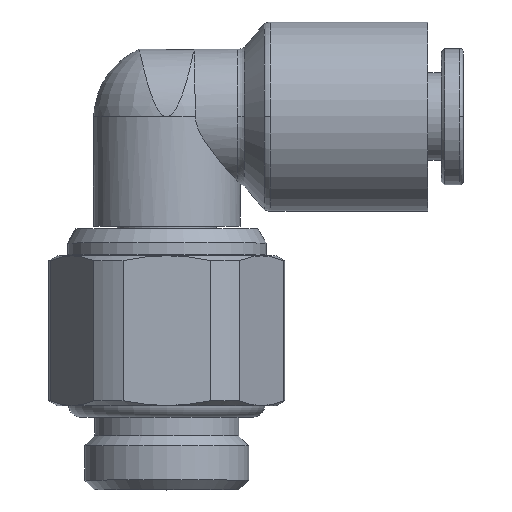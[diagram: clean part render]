
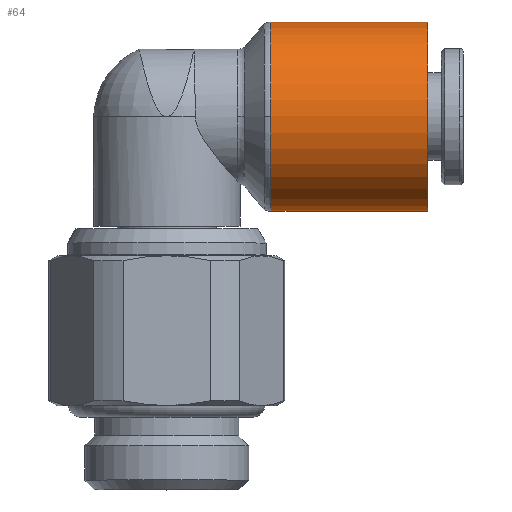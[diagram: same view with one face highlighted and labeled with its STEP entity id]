
A CAD part, top view. The second image highlights one B-rep face of the part: STEP entity #64.
In plain terms, the highlighted cylindrical face has radius 5.625 mm (diameter 11.25 mm), a partial arc.
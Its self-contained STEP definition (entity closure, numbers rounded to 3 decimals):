
#64=ADVANCED_FACE('',(#172),#173,.T.);
#172=FACE_OUTER_BOUND('',#358,.T.);
#173=CYLINDRICAL_SURFACE('',#359,5.625);
#358=EDGE_LOOP('',(#637,#638,#639,#640,#641));
#359=AXIS2_PLACEMENT_3D('',#642,#643,#644);
#637=ORIENTED_EDGE('',*,*,#1270,.F.);
#638=ORIENTED_EDGE('',*,*,#1271,.T.);
#639=ORIENTED_EDGE('',*,*,#1272,.T.);
#640=ORIENTED_EDGE('',*,*,#1273,.F.);
#641=ORIENTED_EDGE('',*,*,#1274,.F.);
#642=CARTESIAN_POINT('',(10.853,22.176,0.0));
#643=DIRECTION('',(1.0,0.0,0.0));
#644=DIRECTION('',(0.0,1.0,0.0));
#1270=EDGE_CURVE('',#1539,#1540,#1541,.T.);
#1271=EDGE_CURVE('',#1539,#1542,#1543,.T.);
#1272=EDGE_CURVE('',#1542,#1544,#1545,.T.);
#1273=EDGE_CURVE('',#1546,#1544,#1547,.T.);
#1274=EDGE_CURVE('',#1540,#1546,#1548,.T.);
#1539=VERTEX_POINT('',#2150);
#1540=VERTEX_POINT('',#2151);
#1541=LINE('',#2152,#2153);
#1542=VERTEX_POINT('',#2154);
#1543=CIRCLE('',#2155,5.625);
#1544=VERTEX_POINT('',#2156);
#1545=CIRCLE('',#2157,5.625);
#1546=VERTEX_POINT('',#2158);
#1547=LINE('',#2159,#2160);
#1548=CIRCLE('',#2161,5.625);
#2150=CARTESIAN_POINT('',(6.19,27.801,0.0));
#2151=CARTESIAN_POINT('',(15.516,27.801,0.0));
#2152=CARTESIAN_POINT('',(10.853,27.801,0.));
#2153=VECTOR('',#2992,1.0);
#2154=CARTESIAN_POINT('',(6.19,22.176,5.625));
#2155=AXIS2_PLACEMENT_3D('',#2993,#2994,#2995);
#2156=CARTESIAN_POINT('',(6.19,16.551,0.));
#2157=AXIS2_PLACEMENT_3D('',#2996,#2997,#2998);
#2158=CARTESIAN_POINT('',(15.516,16.551,0.));
#2159=CARTESIAN_POINT('',(10.853,16.551,0.));
#2160=VECTOR('',#2999,1.0);
#2161=AXIS2_PLACEMENT_3D('',#3000,#3001,#3002);
#2992=DIRECTION('',(1.0,0.0,0.0));
#2993=CARTESIAN_POINT('',(6.19,22.176,0.0));
#2994=DIRECTION('',(1.0,0.0,0.0));
#2995=DIRECTION('',(0.0,1.0,0.0));
#2996=CARTESIAN_POINT('',(6.19,22.176,0.0));
#2997=DIRECTION('',(1.0,0.0,0.0));
#2998=DIRECTION('',(0.0,1.0,0.0));
#2999=DIRECTION('',(-1.0,-0.0,-0.0));
#3000=CARTESIAN_POINT('',(15.516,22.176,0.0));
#3001=DIRECTION('',(1.0,0.0,0.0));
#3002=DIRECTION('',(0.0,1.0,0.0));
